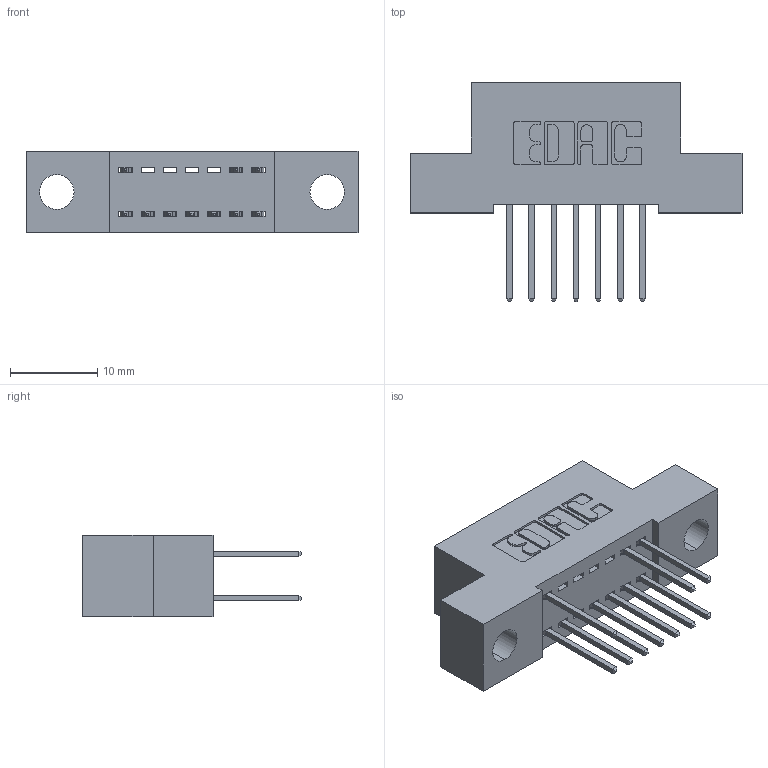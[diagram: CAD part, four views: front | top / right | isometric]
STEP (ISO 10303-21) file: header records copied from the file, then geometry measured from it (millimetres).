
FILE_DESCRIPTION (( 'STEP AP203' ), '1' );
FILE_NAME ('342-014-523-204.STEP', '2018-08-10T17:05:16', ( '' ), ( '' ), 'SwSTEP 2.0', 'SolidWorks 2016', '' );
FILE_SCHEMA (( 'CONFIG_CONTROL_DESIGN' ));
Length unit declared in the file: inch
Products named in the file (3): 342 Part_.156 TH; 345-292-001_345-293-123; 342-014-523-204
Assembly tree (11 placements, depth 2):
  342-014-523-204
    342 Part_.156 TH
    345-292-001_345-293-123  x10
Bounding box: 38.1 x 25.15 x 9.4 mm (x, y, z)
Volume: 3155.1 mm3; surface area: 3985.7 mm2
Topology: 11 solids, 11 shells, 654 faces, 1933 edges, 1274 vertices
Faces by surface type: plane 450, cylinder 204
Entity records: 8791 total; most frequent: CARTESIAN_POINT 1514, ORIENTED_EDGE 1454, DIRECTION 1351, EDGE_CURVE 727, LINE 599, VECTOR 599, VERTEX_POINT 482, AXIS2_PLACEMENT_3D 376
